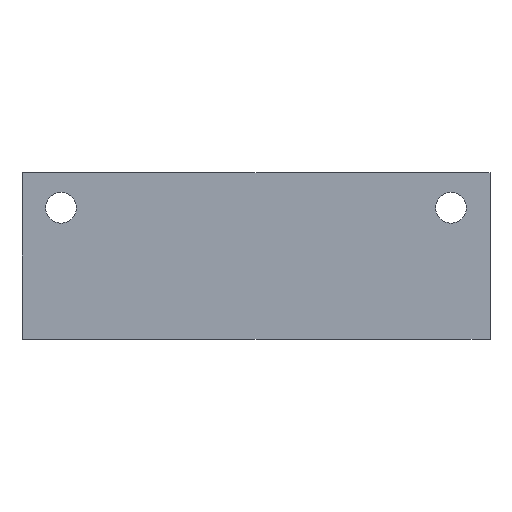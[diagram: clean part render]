
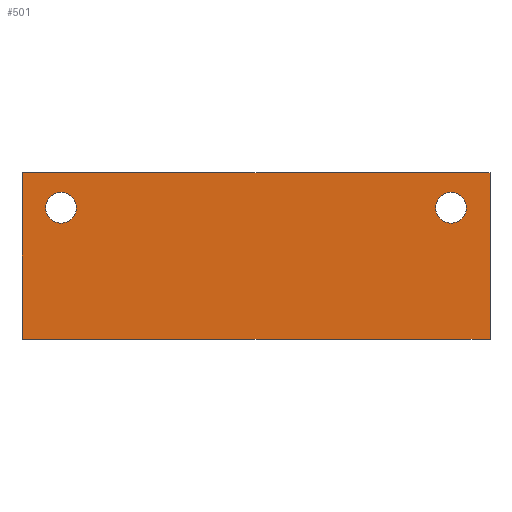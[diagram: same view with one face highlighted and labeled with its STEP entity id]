
A CAD part, front view. The second image highlights one B-rep face of the part: STEP entity #501.
In plain terms, the highlighted planar face has unit normal (0, -1, 0).
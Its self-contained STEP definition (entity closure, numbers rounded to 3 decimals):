
#19=FACE_BOUND('',#97,.T.);
#20=FACE_BOUND('',#98,.T.);
#32=PLANE('',#575);
#65=FACE_OUTER_BOUND('',#96,.T.);
#96=EDGE_LOOP('',(#437,#438,#439,#440));
#97=EDGE_LOOP('',(#441,#442));
#98=EDGE_LOOP('',(#443,#444));
#129=LINE('',#842,#170);
#140=LINE('',#881,#181);
#141=LINE('',#882,#182);
#142=LINE('',#883,#183);
#170=VECTOR('',#674,10.);
#181=VECTOR('',#719,10.);
#182=VECTOR('',#720,10.);
#183=VECTOR('',#721,10.);
#207=CIRCLE('',#570,2.5);
#208=CIRCLE('',#571,2.5);
#209=CIRCLE('',#573,2.5);
#210=CIRCLE('',#574,2.5);
#243=VERTEX_POINT('',#839);
#244=VERTEX_POINT('',#841);
#250=VERTEX_POINT('',#867);
#251=VERTEX_POINT('',#869);
#252=VERTEX_POINT('',#873);
#253=VERTEX_POINT('',#875);
#254=VERTEX_POINT('',#879);
#255=VERTEX_POINT('',#880);
#302=EDGE_CURVE('',#243,#244,#129,.T.);
#316=EDGE_CURVE('',#251,#250,#207,.T.);
#317=EDGE_CURVE('',#250,#251,#208,.T.);
#319=EDGE_CURVE('',#253,#252,#209,.T.);
#320=EDGE_CURVE('',#252,#253,#210,.T.);
#321=EDGE_CURVE('',#254,#255,#140,.T.);
#322=EDGE_CURVE('',#255,#244,#141,.T.);
#323=EDGE_CURVE('',#254,#243,#142,.T.);
#437=ORIENTED_EDGE('',*,*,#321,.T.);
#438=ORIENTED_EDGE('',*,*,#322,.T.);
#439=ORIENTED_EDGE('',*,*,#302,.F.);
#440=ORIENTED_EDGE('',*,*,#323,.F.);
#441=ORIENTED_EDGE('',*,*,#316,.T.);
#442=ORIENTED_EDGE('',*,*,#317,.T.);
#443=ORIENTED_EDGE('',*,*,#319,.T.);
#444=ORIENTED_EDGE('',*,*,#320,.T.);
#501=ADVANCED_FACE('',(#65,#19,#20),#32,.T.);
#570=AXIS2_PLACEMENT_3D('',#870,#706,#707);
#571=AXIS2_PLACEMENT_3D('',#871,#708,#709);
#573=AXIS2_PLACEMENT_3D('',#876,#713,#714);
#574=AXIS2_PLACEMENT_3D('',#877,#715,#716);
#575=AXIS2_PLACEMENT_3D('',#878,#717,#718);
#674=DIRECTION('',(0.,0.,-1.));
#706=DIRECTION('center_axis',(0.,1.,0.));
#707=DIRECTION('ref_axis',(1.,0.,0.));
#708=DIRECTION('center_axis',(0.,1.,0.));
#709=DIRECTION('ref_axis',(1.,0.,0.));
#713=DIRECTION('center_axis',(0.,1.,0.));
#714=DIRECTION('ref_axis',(1.,0.,0.));
#715=DIRECTION('center_axis',(0.,1.,0.));
#716=DIRECTION('ref_axis',(1.,0.,0.));
#717=DIRECTION('center_axis',(0.,-1.,0.));
#718=DIRECTION('ref_axis',(0.,0.,-1.));
#719=DIRECTION('',(0.,0.,-1.));
#720=DIRECTION('',(1.,0.,0.));
#721=DIRECTION('',(1.,0.,0.));
#839=CARTESIAN_POINT('',(76.,0.,0.));
#841=CARTESIAN_POINT('',(76.,0.,-27.));
#842=CARTESIAN_POINT('',(76.,0.,0.));
#867=CARTESIAN_POINT('',(3.833,0.,-5.667));
#869=CARTESIAN_POINT('',(8.833,0.,-5.667));
#870=CARTESIAN_POINT('Origin',(6.333,0.,-5.667));
#871=CARTESIAN_POINT('Origin',(6.333,0.,-5.667));
#873=CARTESIAN_POINT('',(67.167,0.,-5.667));
#875=CARTESIAN_POINT('',(72.167,0.,-5.667));
#876=CARTESIAN_POINT('Origin',(69.667,0.,-5.667));
#877=CARTESIAN_POINT('Origin',(69.667,0.,-5.667));
#878=CARTESIAN_POINT('Origin',(0.,0.,0.));
#879=CARTESIAN_POINT('',(0.,0.,0.));
#880=CARTESIAN_POINT('',(0.,0.,-27.));
#881=CARTESIAN_POINT('',(0.,0.,0.));
#882=CARTESIAN_POINT('',(0.,0.,-27.));
#883=CARTESIAN_POINT('',(0.,0.,0.));
